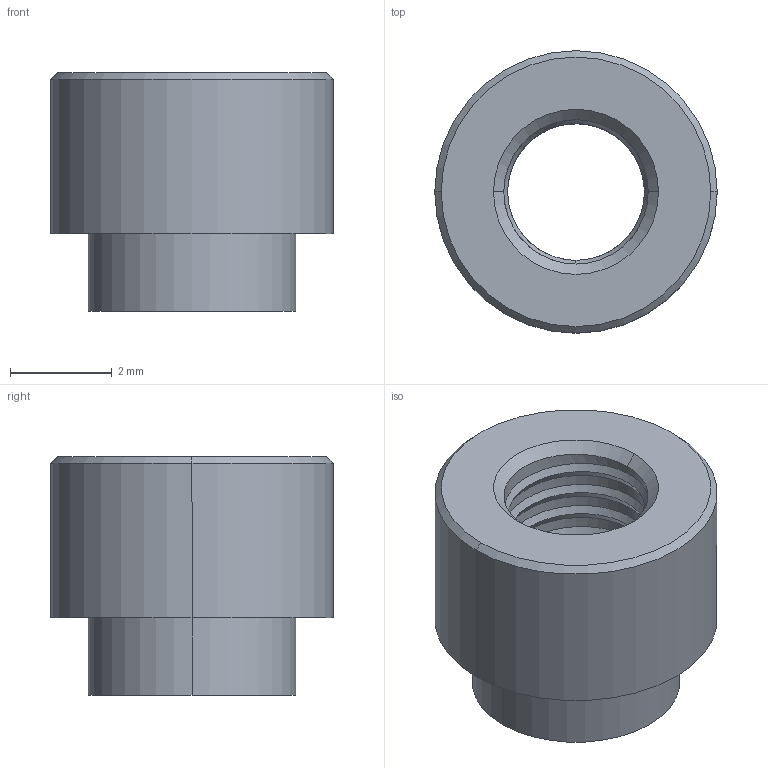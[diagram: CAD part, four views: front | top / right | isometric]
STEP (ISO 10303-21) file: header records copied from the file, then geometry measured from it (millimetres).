
FILE_DESCRIPTION(('FreeCAD Model'),'2;1');
FILE_NAME('_882_cp.step','2021-02-09T13:36:52',( 'kicad StepUp'),('ksu MCAD'),'Open CASCADE STEP processor 7.3', 'FreeCAD','Unknown');
FILE_SCHEMA(('AUTOMOTIVE_DESIGN { 1 0 10303 214 1 1 1 1 }'));
Length unit declared in the file: millimetre
Products named in the file (1): _882_cp
Bounding box: 5.56 x 5.56 x 4.7 mm (x, y, z)
Volume: 67.5 mm3; surface area: 151.8 mm2
Topology: 1 solids, 1 shells, 36 faces, 92 edges, 60 vertices
Faces by surface type: cylinder 22, cone 6, plane 6, bspline 2
Entity records: 2153 total; most frequent: CARTESIAN_POINT 1112, ORIENTED_EDGE 182, DIRECTION 145, EDGE_CURVE 91, VERTEX_POINT 58, AXIS2_PLACEMENT_3D 55, FACE_BOUND 39, EDGE_LOOP 39
